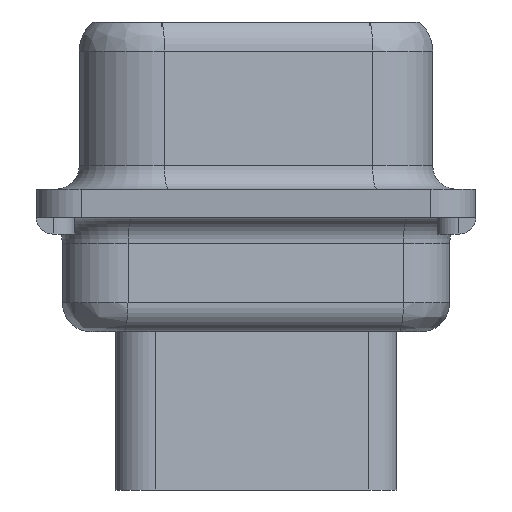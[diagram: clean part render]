
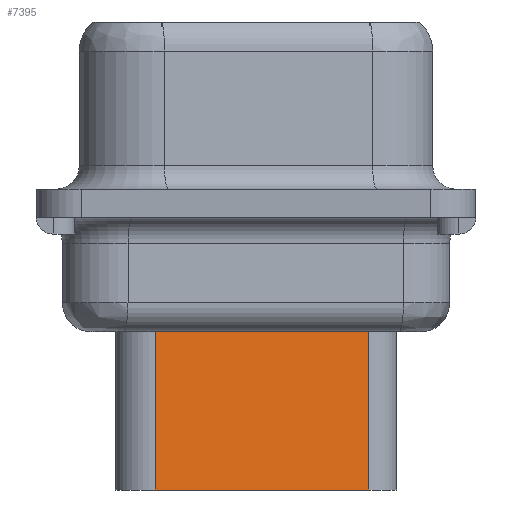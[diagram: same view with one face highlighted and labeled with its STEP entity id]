
A CAD part, left-side view. The second image highlights one B-rep face of the part: STEP entity #7395.
In plain terms, the highlighted planar face has unit normal (-0.985, -0.174, 0).
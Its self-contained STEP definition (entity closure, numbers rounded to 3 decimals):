
#1073=DIRECTION('',(-0.174,0.985,0.));
#1074=VECTOR('',#1073,7.583);
#1075=CARTESIAN_POINT('',(-24.599,-3.939,-10.834));
#1076=LINE('',#1075,#1074);
#1270=DIRECTION('',(0.,0.,-1.));
#1271=VECTOR('',#1270,5.525);
#1272=CARTESIAN_POINT('',(-25.915,3.529,-10.834));
#1273=LINE('',#1272,#1271);
#1274=DIRECTION('',(0.,0.,-1.));
#1275=VECTOR('',#1274,5.525);
#1276=CARTESIAN_POINT('',(-24.599,-3.939,-10.834));
#1277=LINE('',#1276,#1275);
#1310=DIRECTION('',(0.174,-0.985,0.));
#1311=VECTOR('',#1310,7.583);
#1312=CARTESIAN_POINT('',(-25.915,3.529,-16.358));
#1313=LINE('',#1312,#1311);
#5034=CARTESIAN_POINT('',(-24.599,-3.939,-16.358));
#5036=VERTEX_POINT('',#5034);
#5038=CARTESIAN_POINT('',(-25.915,3.529,-16.358));
#5039=VERTEX_POINT('',#5038);
#5051=CARTESIAN_POINT('',(-24.599,-3.939,-10.834));
#5053=VERTEX_POINT('',#5051);
#5054=CARTESIAN_POINT('',(-25.915,3.529,-10.834));
#5055=VERTEX_POINT('',#5054);
#7383=CARTESIAN_POINT('',(-24.599,-3.939,-16.358));
#7384=DIRECTION('',(-0.985,-0.174,0.));
#7385=DIRECTION('',(-0.174,0.985,0.));
#7386=AXIS2_PLACEMENT_3D('',#7383,#7384,#7385);
#7387=PLANE('',#7386);
#7388=ORIENTED_EDGE('',*,*,#6991,.F.);
#7389=ORIENTED_EDGE('',*,*,#7294,.T.);
#7391=ORIENTED_EDGE('',*,*,#7390,.F.);
#7392=ORIENTED_EDGE('',*,*,#7375,.F.);
#7393=EDGE_LOOP('',(#7388,#7389,#7391,#7392));
#7394=FACE_OUTER_BOUND('',#7393,.F.);
#6991=EDGE_CURVE('',#5053,#5055,#1076,.T.);
#7294=EDGE_CURVE('',#5053,#5036,#1277,.T.);
#7375=EDGE_CURVE('',#5055,#5039,#1273,.T.);
#7390=EDGE_CURVE('',#5039,#5036,#1313,.T.);
#7395=ADVANCED_FACE('',(#7394),#7387,.T.);
